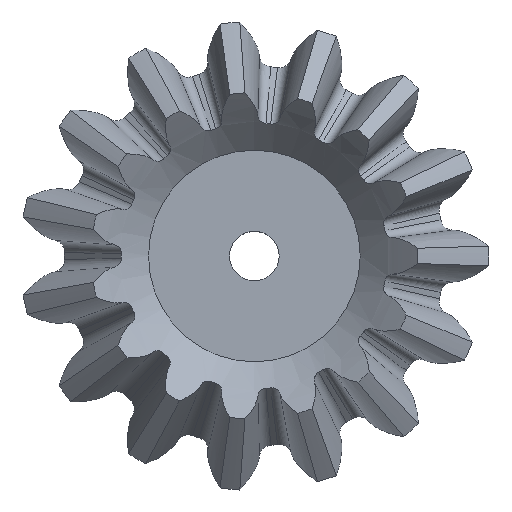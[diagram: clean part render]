
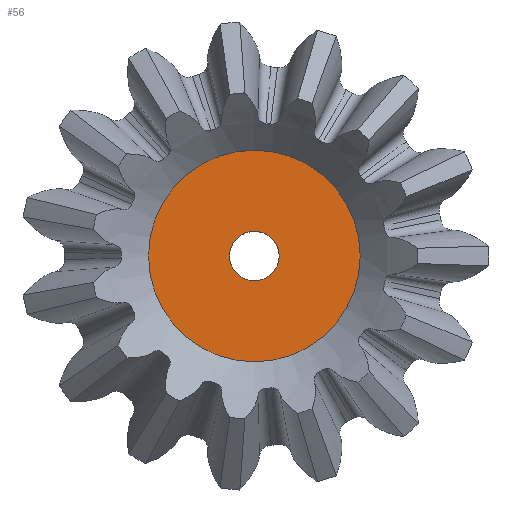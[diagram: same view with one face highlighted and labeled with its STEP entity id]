
A CAD part, top view. The second image highlights one B-rep face of the part: STEP entity #56.
In plain terms, the highlighted planar face has unit normal (0, 0, 1).
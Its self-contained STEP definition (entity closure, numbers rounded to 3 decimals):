
#56=ADVANCED_FACE('',(#157,#159),#161,.T.);
#157=FACE_BOUND('',#158,.T.);
#158=EDGE_LOOP('',(#5977));
#159=FACE_BOUND('',#160,.T.);
#160=EDGE_LOOP('',(#5978));
#161=PLANE('',#162);
#162=AXIS2_PLACEMENT_3D('',#163,#164,#165);
#163=CARTESIAN_POINT('',(0.,0.,6.718));
#164=DIRECTION('',(0.,0.,1.));
#165=DIRECTION('',(0.,1.,0.));
#5977=ORIENTED_EDGE('',*,*,#6529,.T.);
#5978=ORIENTED_EDGE('',*,*,#6530,.T.);
#6529=EDGE_CURVE('',#6805,#6805,#6806,.T.);
#6530=EDGE_CURVE('',#6807,#6807,#6808,.T.);
#6805=VERTEX_POINT('',#7267);
#6806=CIRCLE('',#7268,11.116);
#6807=VERTEX_POINT('',#7272);
#6808=CIRCLE('',#7273,2.6);
#7267=CARTESIAN_POINT('',(0.,11.116,6.718));
#7268=AXIS2_PLACEMENT_3D('',#7269,#7270,#7271);
#7269=CARTESIAN_POINT('',(0.,0.,6.718));
#7270=DIRECTION('',(0.,0.,1.));
#7271=DIRECTION('',(0.,1.,0.));
#7272=CARTESIAN_POINT('',(0.,-2.6,6.718));
#7273=AXIS2_PLACEMENT_3D('',#7274,#7275,#7276);
#7274=CARTESIAN_POINT('',(0.,0.,6.718));
#7275=DIRECTION('',(0.,0.,-1.));
#7276=DIRECTION('',(0.,-1.,0.));
